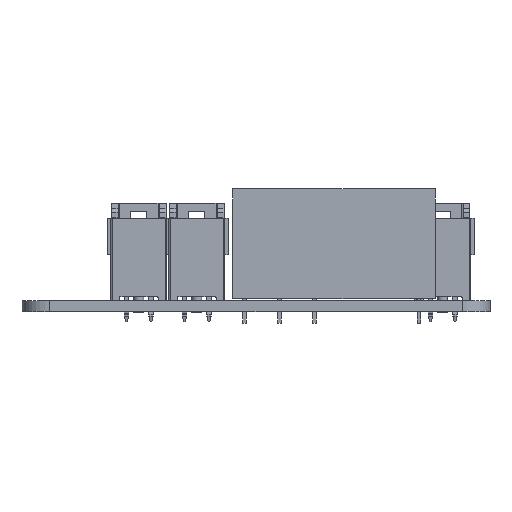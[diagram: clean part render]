
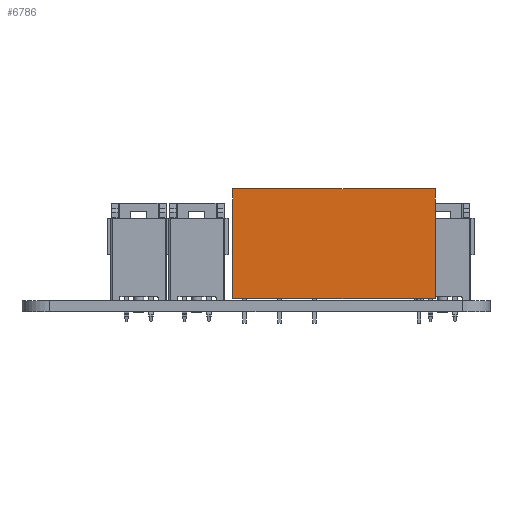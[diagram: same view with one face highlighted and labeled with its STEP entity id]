
A CAD part, front view. The second image highlights one B-rep face of the part: STEP entity #6786.
In plain terms, the highlighted planar face has unit normal (0, -1, 0).
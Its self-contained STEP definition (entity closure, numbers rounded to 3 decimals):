
#6394 = EDGE_CURVE('',#6395,#6397,#6399,.T.);
#6395 = VERTEX_POINT('',#6396);
#6396 = CARTESIAN_POINT('',(25.663,-17.896,0.3));
#6397 = VERTEX_POINT('',#6398);
#6398 = CARTESIAN_POINT('',(25.663,-17.896,16.));
#6399 = LINE('',#6400,#6401);
#6400 = CARTESIAN_POINT('',(25.663,-17.896,8.15));
#6401 = VECTOR('',#6402,1.);
#6402 = DIRECTION('',(0.,0.,1.));
#6434 = EDGE_CURVE('',#6435,#6437,#6439,.T.);
#6435 = VERTEX_POINT('',#6436);
#6436 = CARTESIAN_POINT('',(-3.337,-17.896,0.3));
#6437 = VERTEX_POINT('',#6438);
#6438 = CARTESIAN_POINT('',(-3.337,-17.896,16.));
#6439 = LINE('',#6440,#6441);
#6440 = CARTESIAN_POINT('',(-3.337,-17.896,8.15));
#6441 = VECTOR('',#6442,1.);
#6442 = DIRECTION('',(0.,0.,1.));
#6678 = EDGE_CURVE('',#6395,#6435,#6679,.T.);
#6679 = LINE('',#6680,#6681);
#6680 = CARTESIAN_POINT('',(11.163,-17.896,0.3));
#6681 = VECTOR('',#6682,1.);
#6682 = DIRECTION('',(-1.,0.,0.));
#6768 = EDGE_CURVE('',#6397,#6437,#6769,.T.);
#6769 = LINE('',#6770,#6771);
#6770 = CARTESIAN_POINT('',(11.163,-17.896,16.));
#6771 = VECTOR('',#6772,1.);
#6772 = DIRECTION('',(-1.,0.,0.));
#6786 = ADVANCED_FACE('',(#6787),#6793,.F.);
#6787 = FACE_BOUND('',#6788,.T.);
#6788 = EDGE_LOOP('',(#6789,#6790,#6791,#6792));
#6789 = ORIENTED_EDGE('',*,*,#6394,.T.);
#6790 = ORIENTED_EDGE('',*,*,#6768,.T.);
#6791 = ORIENTED_EDGE('',*,*,#6434,.F.);
#6792 = ORIENTED_EDGE('',*,*,#6678,.F.);
#6793 = PLANE('',#6794);
#6794 = AXIS2_PLACEMENT_3D('',#6795,#6796,#6797);
#6795 = CARTESIAN_POINT('',(11.163,-17.896,8.15));
#6796 = DIRECTION('',(0.,1.,0.));
#6797 = DIRECTION('',(-1.,0.,0.));
